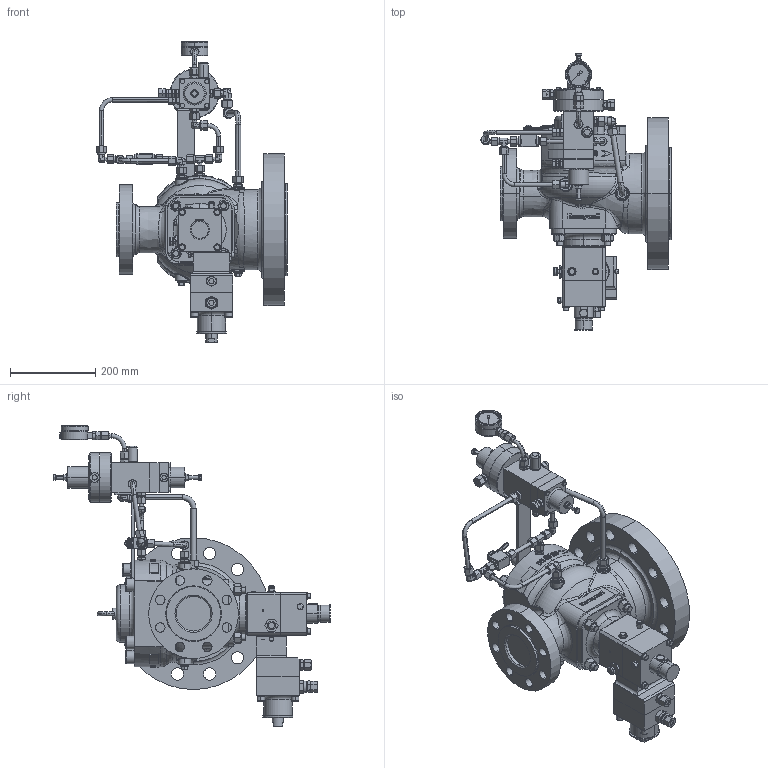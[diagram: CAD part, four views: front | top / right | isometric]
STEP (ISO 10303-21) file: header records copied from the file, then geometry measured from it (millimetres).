
FILE_DESCRIPTION (( 'STEP AP214' ), '1' );
FILE_NAME ('HON5020_DN80_DN150_class600_625_672_R_K11.STEP', '2021-10-07T06:44:52', ( '' ), ( '' ), 'SwSTEP 2.0', 'SolidWorks 2019', '' );
FILE_SCHEMA (( 'AUTOMOTIVE_DESIGN' ));
Length unit declared in the file: millimetre
Products named in the file (1): HON5020_DN80_DN150_class600_625_672_R_K11
Bounding box: 446.06 x 647.18 x 702.64 mm (x, y, z)
Volume: 21949845.3 mm3; surface area: 1087603.9 mm2
Topology: 8 solids, 8 shells, 3300 faces, 7853 edges, 4820 vertices
Faces by surface type: plane 1193, cone 746, cylinder 694, bspline 459, torus 180, sphere 28
Entity records: 190252 total; most frequent: CARTESIAN_POINT 116937, ORIENTED_EDGE 15658, DIRECTION 13684, EDGE_CURVE 7829, AXIS2_PLACEMENT_3D 5448, VERTEX_POINT 4818, EDGE_LOOP 3655, ADVANCED_FACE 3300
